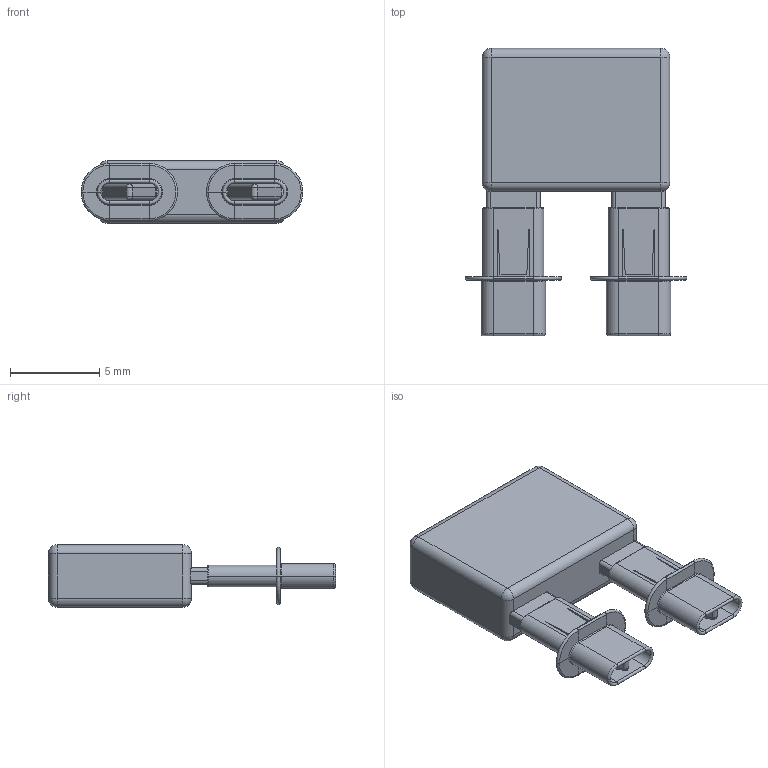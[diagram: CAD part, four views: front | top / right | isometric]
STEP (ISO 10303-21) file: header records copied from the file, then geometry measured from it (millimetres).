
FILE_DESCRIPTION (( 'STEP AP214' ), '1' );
FILE_NAME ('fuse_assy.STEP', '2020-08-15T09:37:33', ( '' ), ( '' ), 'SwSTEP 2.0', 'SolidWorks 2020', '' );
FILE_SCHEMA (( 'AUTOMOTIVE_DESIGN' ));
Length unit declared in the file: millimetre
Products named in the file (3): fuse_assy; fuse; fuse_pin
Assembly tree (3 placements, depth 2):
  fuse_assy
    fuse
    fuse_pin  x2
Bounding box: 12.4 x 16.05 x 3.5 mm (x, y, z)
Volume: 344.1 mm3; surface area: 655.8 mm2
Topology: 3 solids, 3 shells, 228 faces, 514 edges, 276 vertices
Faces by surface type: cylinder 90, plane 88, torus 30, sphere 20
Entity records: 4111 total; most frequent: DIRECTION 773, CARTESIAN_POINT 676, ORIENTED_EDGE 648, EDGE_CURVE 324, AXIS2_PLACEMENT_3D 297, LINE 179, VECTOR 179, VERTEX_POINT 176
